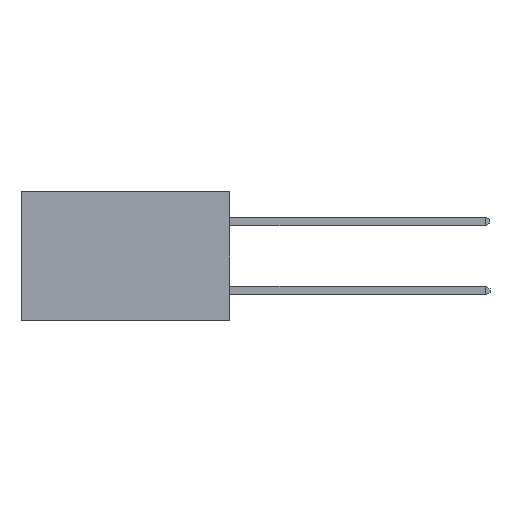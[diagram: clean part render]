
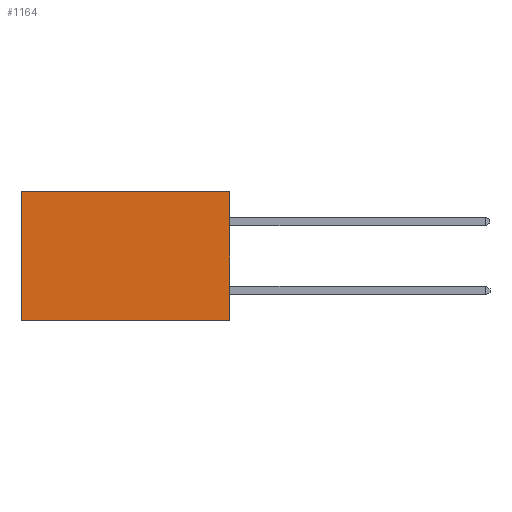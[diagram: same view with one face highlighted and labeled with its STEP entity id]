
A CAD part, left-side view. The second image highlights one B-rep face of the part: STEP entity #1164.
In plain terms, the highlighted planar face has unit normal (-1, 0, 0).
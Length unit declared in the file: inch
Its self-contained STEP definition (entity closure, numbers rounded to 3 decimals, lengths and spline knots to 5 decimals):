
#610 = LINE ( 'NONE', #4448, #3853 ) ;
#614 = CARTESIAN_POINT ( 'NONE',  ( 0.2615, 0.6, -0.37 ) ) ;
#1065 = VERTEX_POINT ( 'NONE', #11626 ) ;
#1164 = ADVANCED_FACE ( 'NONE', ( #9031 ), #8122, .F. ) ;
#1183 = EDGE_CURVE ( 'NONE', #4959, #12643, #2565, .T. ) ;
#1550 = VECTOR ( 'NONE', #9122, 39.37008 ) ;
#1746 = VERTEX_POINT ( 'NONE', #4286 ) ;
#2565 = LINE ( 'NONE', #6092, #10842 ) ;
#3364 = EDGE_CURVE ( 'NONE', #1746, #4959, #6990, .T. ) ;
#3853 = VECTOR ( 'NONE', #4458, 39.37008 ) ;
#4286 = CARTESIAN_POINT ( 'NONE',  ( 0.2615, 0., 0. ) ) ;
#4448 = CARTESIAN_POINT ( 'NONE',  ( 0.2615, 0., -0.37 ) ) ;
#4458 = DIRECTION ( 'NONE',  ( 0., 1., 0. ) ) ;
#4959 = VERTEX_POINT ( 'NONE', #7404 ) ;
#4995 = AXIS2_PLACEMENT_3D ( 'NONE', #8306, #7946, #7923 ) ;
#5128 = DIRECTION ( 'NONE',  ( 0., 1., 0. ) ) ;
#5545 = EDGE_LOOP ( 'NONE', ( #8645, #9631, #6728, #11091 ) ) ;
#5580 = DIRECTION ( 'NONE',  ( 0., 0., -1. ) ) ;
#5632 = CARTESIAN_POINT ( 'NONE',  ( 0.2615, 0., 0. ) ) ;
#6092 = CARTESIAN_POINT ( 'NONE',  ( 0.2615, 0.6, -0.37 ) ) ;
#6728 = ORIENTED_EDGE ( 'NONE', *, *, #12864, .F. ) ;
#6990 = LINE ( 'NONE', #5632, #12230 ) ;
#7404 = CARTESIAN_POINT ( 'NONE',  ( 0.2615, 0.6, 0. ) ) ;
#7923 = DIRECTION ( 'NONE',  ( 0., 0., -1. ) ) ;
#7946 = DIRECTION ( 'NONE',  ( 1., 0., 0. ) ) ;
#8122 = PLANE ( 'NONE',  #4995 ) ;
#8306 = CARTESIAN_POINT ( 'NONE',  ( 0.2615, 0., -0.37 ) ) ;
#8645 = ORIENTED_EDGE ( 'NONE', *, *, #1183, .T. ) ;
#9031 = FACE_OUTER_BOUND ( 'NONE', #5545, .T. ) ;
#9122 = DIRECTION ( 'NONE',  ( 0., 0., -1. ) ) ;
#9492 = CARTESIAN_POINT ( 'NONE',  ( 0.2615, 0., -0.37 ) ) ;
#9631 = ORIENTED_EDGE ( 'NONE', *, *, #10298, .F. ) ;
#10298 = EDGE_CURVE ( 'NONE', #1065, #12643, #610, .T. ) ;
#10842 = VECTOR ( 'NONE', #5580, 39.37008 ) ;
#11091 = ORIENTED_EDGE ( 'NONE', *, *, #3364, .T. ) ;
#11626 = CARTESIAN_POINT ( 'NONE',  ( 0.2615, 0., -0.37 ) ) ;
#12230 = VECTOR ( 'NONE', #5128, 39.37008 ) ;
#12643 = VERTEX_POINT ( 'NONE', #614 ) ;
#12864 = EDGE_CURVE ( 'NONE', #1746, #1065, #12964, .T. ) ;
#12964 = LINE ( 'NONE', #9492, #1550 ) ;
